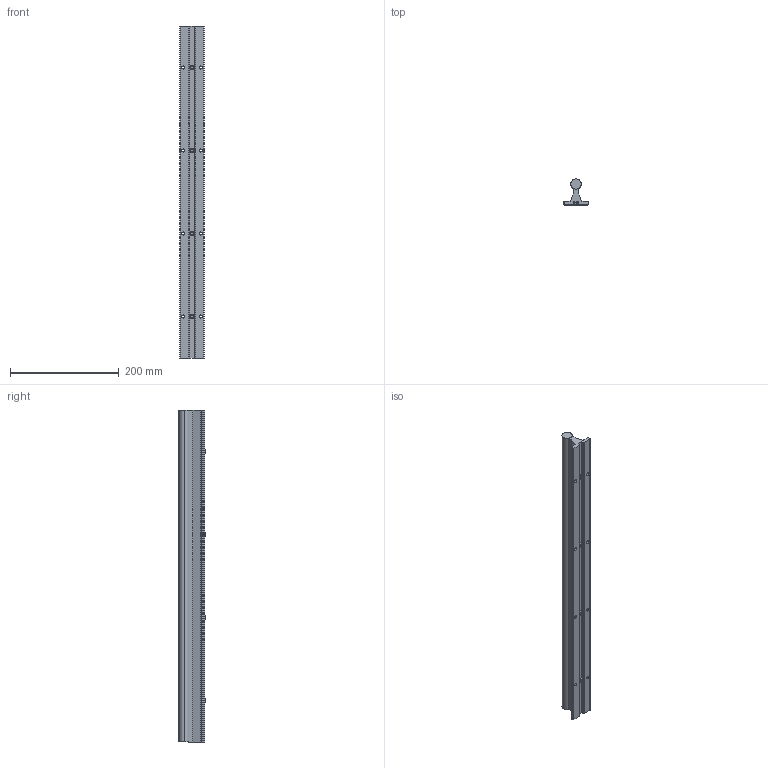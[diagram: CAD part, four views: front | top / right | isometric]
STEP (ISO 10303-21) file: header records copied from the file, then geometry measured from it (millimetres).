
FILE_DESCRIPTION (( 'STEP AP203' ), '1' );
FILE_NAME ('ShaftRailAssembly_FA79A0FD69.step', '2021-10-14T23:32:36', ( '' ), ( '' ), 'SwSTEP 2.0', 'SolidWorks 2019', '' );
FILE_SCHEMA (( 'CONFIG_CONTROL_DESIGN' ));
Length unit declared in the file: inch
Products named in the file (3): ShaftRailAssembly_FA79A0FD69; tAgGZejlk0_CADModel_0
Assembly tree (1 placements, depth 2):
  ShaftRailAssembly_FA79A0FD69
    tAgGZejlk0_CADModel_0
  tAgGZejlk0_CADModel_0
Bounding box: 44.45 x 47.88 x 609.6 mm (x, y, z)
Volume: 492880.1 mm3; surface area: 132920.8 mm2
Topology: 6 solids, 6 shells, 201 faces, 455 edges, 270 vertices
Faces by surface type: plane 71, cylinder 70, cone 60
Entity records: 6249 total; most frequent: CARTESIAN_POINT 1447, DIRECTION 991, ORIENTED_EDGE 894, EDGE_CURVE 447, AXIS2_PLACEMENT_3D 382, VERTEX_POINT 270, EDGE_LOOP 237, LINE 227
